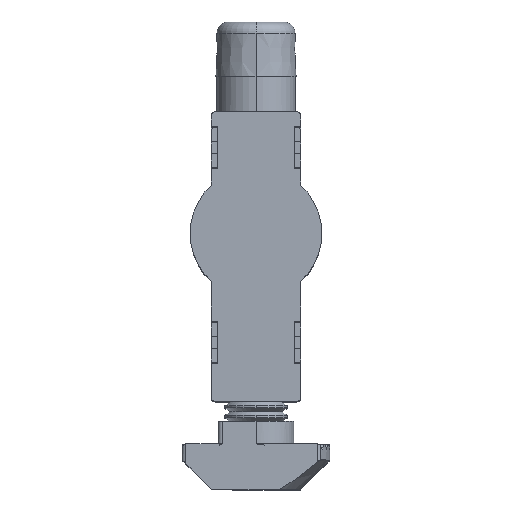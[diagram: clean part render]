
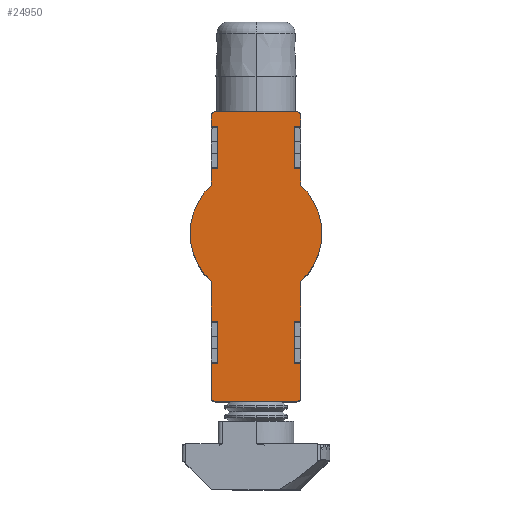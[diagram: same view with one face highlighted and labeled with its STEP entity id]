
A CAD part, top view. The second image highlights one B-rep face of the part: STEP entity #24950.
In plain terms, the highlighted planar face has unit normal (0, 0, 1).
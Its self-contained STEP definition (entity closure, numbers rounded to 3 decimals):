
#20936=DIRECTION('',(0.,-1.,0.));
#20937=VECTOR('',#20936,0.8);
#20938=CARTESIAN_POINT('',(8.3,-4.95,1.4));
#20939=LINE('',#20938,#20937);
#20958=DIRECTION('',(-1.,0.,0.));
#20959=VECTOR('',#20958,2.108);
#20960=CARTESIAN_POINT('',(8.3,-5.75,1.4));
#20961=LINE('',#20960,#20959);
#20986=DIRECTION('',(-1.,0.,0.));
#20987=VECTOR('',#20986,5.108);
#20988=CARTESIAN_POINT('',(-6.192,-5.75,1.4));
#20989=LINE('',#20988,#20987);
#20993=DIRECTION('',(0.,1.,0.));
#20994=VECTOR('',#20993,0.8);
#20995=CARTESIAN_POINT('',(-11.3,-5.75,1.4));
#20996=LINE('',#20995,#20994);
#21409=DIRECTION('',(1.,0.,0.));
#21410=VECTOR('',#21409,5.4);
#21411=CARTESIAN_POINT('',(-16.7,4.95,1.4));
#21412=LINE('',#21411,#21410);
#21479=DIRECTION('',(0.,1.,0.));
#21480=VECTOR('',#21479,0.8);
#21481=CARTESIAN_POINT('',(-11.3,4.95,1.4));
#21482=LINE('',#21481,#21480);
#21501=DIRECTION('',(1.,0.,0.));
#21502=VECTOR('',#21501,5.108);
#21503=CARTESIAN_POINT('',(-11.3,5.75,1.4));
#21504=LINE('',#21503,#21502);
#21529=DIRECTION('',(1.,0.,0.));
#21530=VECTOR('',#21529,2.108);
#21531=CARTESIAN_POINT('',(6.192,5.75,1.4));
#21532=LINE('',#21531,#21530);
#21536=DIRECTION('',(0.,-1.,0.));
#21537=VECTOR('',#21536,0.8);
#21538=CARTESIAN_POINT('',(8.3,5.75,1.4));
#21539=LINE('',#21538,#21537);
#21579=DIRECTION('',(1.,0.,0.));
#21580=VECTOR('',#21579,5.4);
#21581=CARTESIAN_POINT('',(8.3,4.95,1.4));
#21582=LINE('',#21581,#21580);
#21966=DIRECTION('',(0.,1.,0.));
#21967=VECTOR('',#21966,0.8);
#21968=CARTESIAN_POINT('',(13.7,4.95,1.4));
#21969=LINE('',#21968,#21967);
#21988=DIRECTION('',(1.,0.,0.));
#21989=VECTOR('',#21988,1.4);
#21990=CARTESIAN_POINT('',(13.7,5.75,1.4));
#21991=LINE('',#21990,#21989);
#22002=CARTESIAN_POINT('',(0.,0.,1.4));
#22003=DIRECTION('',(0.,0.,1.));
#22004=DIRECTION('',(-0.733,-0.68,0.));
#22005=AXIS2_PLACEMENT_3D('',#22002,#22003,#22004);
#22010=CARTESIAN_POINT('',(-21.1,-5.25,1.4));
#22011=DIRECTION('',(0.,0.,1.));
#22012=DIRECTION('',(-1.,0.,0.));
#22013=AXIS2_PLACEMENT_3D('',#22010,#22011,#22012);
#22018=CARTESIAN_POINT('',(-21.1,5.25,1.4));
#22019=DIRECTION('',(0.,0.,1.));
#22020=DIRECTION('',(0.,1.,0.));
#22021=AXIS2_PLACEMENT_3D('',#22018,#22019,#22020);
#22026=CARTESIAN_POINT('',(0.,0.,1.4));
#22027=DIRECTION('',(0.,0.,1.));
#22028=DIRECTION('',(0.733,0.68,0.));
#22029=AXIS2_PLACEMENT_3D('',#22026,#22027,#22028);
#22034=CARTESIAN_POINT('',(15.1,5.25,1.4));
#22035=DIRECTION('',(0.,0.,1.));
#22036=DIRECTION('',(1.,0.,0.));
#22037=AXIS2_PLACEMENT_3D('',#22034,#22035,#22036);
#22042=CARTESIAN_POINT('',(15.1,-5.25,1.4));
#22043=DIRECTION('',(0.,0.,1.));
#22044=DIRECTION('',(0.,-1.,0.));
#22045=AXIS2_PLACEMENT_3D('',#22042,#22043,#22044);
#22050=DIRECTION('',(-1.,0.,0.));
#22051=VECTOR('',#22050,1.4);
#22052=CARTESIAN_POINT('',(15.1,-5.75,1.4));
#22053=LINE('',#22052,#22051);
#22071=DIRECTION('',(0.,1.,0.));
#22072=VECTOR('',#22071,0.8);
#22073=CARTESIAN_POINT('',(13.7,-5.75,1.4));
#22074=LINE('',#22073,#22072);
#22121=DIRECTION('',(-1.,0.,0.));
#22122=VECTOR('',#22121,5.4);
#22123=CARTESIAN_POINT('',(13.7,-4.95,1.4));
#22124=LINE('',#22123,#22122);
#22546=DIRECTION('',(0.,-1.,0.));
#22547=VECTOR('',#22546,10.5);
#22548=CARTESIAN_POINT('',(15.6,5.25,1.4));
#22549=LINE('',#22548,#22547);
#22647=DIRECTION('',(-1.,0.,0.));
#22648=VECTOR('',#22647,5.4);
#22649=CARTESIAN_POINT('',(-11.3,-4.95,1.4));
#22650=LINE('',#22649,#22648);
#23034=DIRECTION('',(0.,-1.,0.));
#23035=VECTOR('',#23034,0.8);
#23036=CARTESIAN_POINT('',(-16.7,-4.95,1.4));
#23037=LINE('',#23036,#23035);
#23056=DIRECTION('',(-1.,0.,0.));
#23057=VECTOR('',#23056,4.4);
#23058=CARTESIAN_POINT('',(-16.7,-5.75,1.4));
#23059=LINE('',#23058,#23057);
#23160=DIRECTION('',(0.,1.,0.));
#23161=VECTOR('',#23160,10.5);
#23162=CARTESIAN_POINT('',(-21.6,-5.25,1.4));
#23163=LINE('',#23162,#23161);
#23181=DIRECTION('',(1.,0.,0.));
#23182=VECTOR('',#23181,4.4);
#23183=CARTESIAN_POINT('',(-21.1,5.75,1.4));
#23184=LINE('',#23183,#23182);
#23202=DIRECTION('',(0.,-1.,0.));
#23203=VECTOR('',#23202,0.8);
#23204=CARTESIAN_POINT('',(-16.7,5.75,1.4));
#23205=LINE('',#23204,#23203);
#23649=CARTESIAN_POINT('',(13.7,-4.95,1.4));
#23651=VERTEX_POINT('',#23649);
#23840=CARTESIAN_POINT('',(8.3,-4.95,1.4));
#23841=VERTEX_POINT('',#23840);
#23846=CARTESIAN_POINT('',(8.3,4.95,1.4));
#23847=CARTESIAN_POINT('',(13.7,4.95,1.4));
#23848=VERTEX_POINT('',#23846);
#23849=VERTEX_POINT('',#23847);
#23858=CARTESIAN_POINT('',(-11.3,-4.95,1.4));
#23859=CARTESIAN_POINT('',(-16.7,-4.95,1.4));
#23860=VERTEX_POINT('',#23858);
#23861=VERTEX_POINT('',#23859);
#23872=CARTESIAN_POINT('',(-16.7,4.95,1.4));
#23873=CARTESIAN_POINT('',(-11.3,4.95,1.4));
#23874=VERTEX_POINT('',#23872);
#23875=VERTEX_POINT('',#23873);
#23918=CARTESIAN_POINT('',(6.192,-5.75,1.4));
#23919=VERTEX_POINT('',#23918);
#23926=CARTESIAN_POINT('',(-16.7,5.75,1.4));
#23927=VERTEX_POINT('',#23926);
#23933=CARTESIAN_POINT('',(-11.3,-5.75,1.4));
#23935=VERTEX_POINT('',#23933);
#23936=CARTESIAN_POINT('',(-21.1,-5.75,1.4));
#23937=VERTEX_POINT('',#23936);
#23940=CARTESIAN_POINT('',(-16.7,-5.75,1.4));
#23941=VERTEX_POINT('',#23940);
#23942=CARTESIAN_POINT('',(-21.6,-5.25,1.4));
#23943=CARTESIAN_POINT('',(-21.6,5.25,1.4));
#23944=VERTEX_POINT('',#23942);
#23945=VERTEX_POINT('',#23943);
#23946=CARTESIAN_POINT('',(-21.1,5.75,1.4));
#23947=VERTEX_POINT('',#23946);
#23950=CARTESIAN_POINT('',(-6.192,-5.75,1.4));
#23951=VERTEX_POINT('',#23950);
#23954=CARTESIAN_POINT('',(8.3,-5.75,1.4));
#23955=VERTEX_POINT('',#23954);
#23956=CARTESIAN_POINT('',(15.1,-5.75,1.4));
#23957=CARTESIAN_POINT('',(13.7,-5.75,1.4));
#23958=VERTEX_POINT('',#23956);
#23959=VERTEX_POINT('',#23957);
#23960=CARTESIAN_POINT('',(15.6,5.25,1.4));
#23961=CARTESIAN_POINT('',(15.6,-5.25,1.4));
#23962=VERTEX_POINT('',#23960);
#23963=VERTEX_POINT('',#23961);
#23964=CARTESIAN_POINT('',(13.7,5.75,1.4));
#23965=CARTESIAN_POINT('',(15.1,5.75,1.4));
#23966=VERTEX_POINT('',#23964);
#23967=VERTEX_POINT('',#23965);
#23968=CARTESIAN_POINT('',(8.3,5.75,1.4));
#23969=VERTEX_POINT('',#23968);
#23976=CARTESIAN_POINT('',(-11.3,5.75,1.4));
#23977=VERTEX_POINT('',#23976);
#23978=CARTESIAN_POINT('',(-6.192,5.75,1.4));
#23979=VERTEX_POINT('',#23978);
#23980=CARTESIAN_POINT('',(6.192,5.75,1.4));
#23981=VERTEX_POINT('',#23980);
#24901=CARTESIAN_POINT('',(0.,0.,1.4));
#24902=DIRECTION('',(0.,0.,1.));
#24903=DIRECTION('',(1.,0.,0.));
#24904=AXIS2_PLACEMENT_3D('',#24901,#24902,#24903);
#24905=PLANE('',#24904);
#24907=ORIENTED_EDGE('',*,*,#24906,.T.);
#24909=ORIENTED_EDGE('',*,*,#24908,.T.);
#24911=ORIENTED_EDGE('',*,*,#24910,.T.);
#24912=ORIENTED_EDGE('',*,*,#24022,.T.);
#24913=ORIENTED_EDGE('',*,*,#24039,.T.);
#24914=ORIENTED_EDGE('',*,*,#24053,.F.);
#24915=ORIENTED_EDGE('',*,*,#24067,.T.);
#24916=ORIENTED_EDGE('',*,*,#24084,.T.);
#24918=ORIENTED_EDGE('',*,*,#24917,.T.);
#24920=ORIENTED_EDGE('',*,*,#24919,.T.);
#24922=ORIENTED_EDGE('',*,*,#24921,.T.);
#24924=ORIENTED_EDGE('',*,*,#24923,.F.);
#24926=ORIENTED_EDGE('',*,*,#24925,.T.);
#24928=ORIENTED_EDGE('',*,*,#24927,.F.);
#24930=ORIENTED_EDGE('',*,*,#24929,.T.);
#24932=ORIENTED_EDGE('',*,*,#24931,.T.);
#24933=ORIENTED_EDGE('',*,*,#24372,.T.);
#24934=ORIENTED_EDGE('',*,*,#24441,.T.);
#24935=ORIENTED_EDGE('',*,*,#24457,.T.);
#24936=ORIENTED_EDGE('',*,*,#24472,.F.);
#24937=ORIENTED_EDGE('',*,*,#24487,.T.);
#24938=ORIENTED_EDGE('',*,*,#24503,.T.);
#24939=ORIENTED_EDGE('',*,*,#24524,.T.);
#24940=ORIENTED_EDGE('',*,*,#24877,.T.);
#24941=ORIENTED_EDGE('',*,*,#24891,.T.);
#24943=ORIENTED_EDGE('',*,*,#24942,.F.);
#24945=ORIENTED_EDGE('',*,*,#24944,.T.);
#24947=ORIENTED_EDGE('',*,*,#24946,.F.);
#24948=EDGE_LOOP('',(#24907,#24909,#24911,#24912,#24913,#24914,#24915,#24916,
#24918,#24920,#24922,#24924,#24926,#24928,#24930,#24932,#24933,#24934,#24935,
#24936,#24937,#24938,#24939,#24940,#24941,#24943,#24945,#24947));
#24949=FACE_OUTER_BOUND('',#24948,.F.);
#22006=CIRCLE('',#22005,8.45);
#22014=CIRCLE('',#22013,0.5);
#22022=CIRCLE('',#22021,0.5);
#22030=CIRCLE('',#22029,8.45);
#22038=CIRCLE('',#22037,0.5);
#22046=CIRCLE('',#22045,0.5);
#24022=EDGE_CURVE('',#23841,#23955,#20939,.T.);
#24039=EDGE_CURVE('',#23955,#23919,#20961,.T.);
#24053=EDGE_CURVE('',#23951,#23919,#22006,.T.);
#24067=EDGE_CURVE('',#23951,#23935,#20989,.T.);
#24084=EDGE_CURVE('',#23935,#23860,#20996,.T.);
#24372=EDGE_CURVE('',#23874,#23875,#21412,.T.);
#24441=EDGE_CURVE('',#23875,#23977,#21482,.T.);
#24457=EDGE_CURVE('',#23977,#23979,#21504,.T.);
#24472=EDGE_CURVE('',#23981,#23979,#22030,.T.);
#24487=EDGE_CURVE('',#23981,#23969,#21532,.T.);
#24503=EDGE_CURVE('',#23969,#23848,#21539,.T.);
#24524=EDGE_CURVE('',#23848,#23849,#21582,.T.);
#24877=EDGE_CURVE('',#23849,#23966,#21969,.T.);
#24891=EDGE_CURVE('',#23966,#23967,#21991,.T.);
#24906=EDGE_CURVE('',#23958,#23959,#22053,.T.);
#24908=EDGE_CURVE('',#23959,#23651,#22074,.T.);
#24910=EDGE_CURVE('',#23651,#23841,#22124,.T.);
#24917=EDGE_CURVE('',#23860,#23861,#22650,.T.);
#24919=EDGE_CURVE('',#23861,#23941,#23037,.T.);
#24921=EDGE_CURVE('',#23941,#23937,#23059,.T.);
#24923=EDGE_CURVE('',#23944,#23937,#22014,.T.);
#24925=EDGE_CURVE('',#23944,#23945,#23163,.T.);
#24927=EDGE_CURVE('',#23947,#23945,#22022,.T.);
#24929=EDGE_CURVE('',#23947,#23927,#23184,.T.);
#24931=EDGE_CURVE('',#23927,#23874,#23205,.T.);
#24942=EDGE_CURVE('',#23962,#23967,#22038,.T.);
#24944=EDGE_CURVE('',#23962,#23963,#22549,.T.);
#24946=EDGE_CURVE('',#23958,#23963,#22046,.T.);
#24950=ADVANCED_FACE('',(#24949),#24905,.T.);
